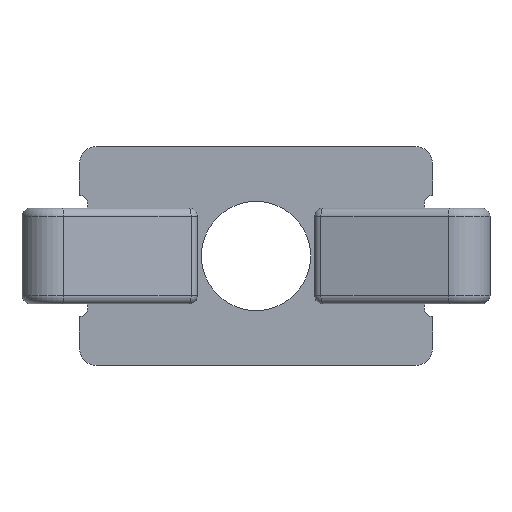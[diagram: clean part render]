
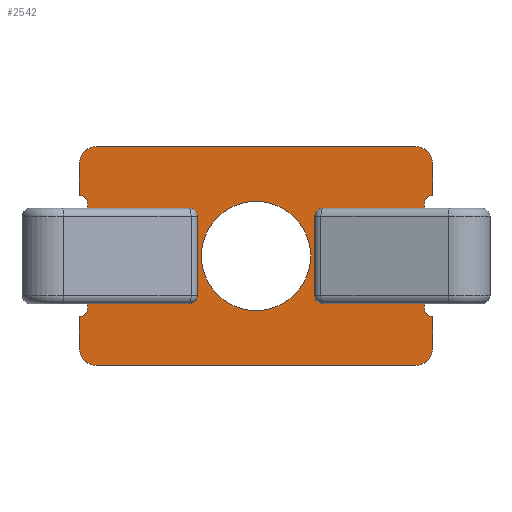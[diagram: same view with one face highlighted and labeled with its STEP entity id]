
A CAD part, front view. The second image highlights one B-rep face of the part: STEP entity #2542.
In plain terms, the highlighted planar face has unit normal (0, -1, 0).
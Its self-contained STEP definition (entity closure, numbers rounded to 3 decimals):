
#92=CARTESIAN_POINT('',(-21.0,0.0,2.9));
#93=VERTEX_POINT('',#92);
#100=CARTESIAN_POINT('',(-20.828,0.0,3.87));
#101=VERTEX_POINT('',#100);
#102=CARTESIAN_POINT('',(-21.0,0.0,3.4));
#103=DIRECTION('',(0.0,1.0,0.0));
#104=DIRECTION('',(-1.0,0.0,0.0));
#105=AXIS2_PLACEMENT_3D('',#102,#103,#104);
#106=CIRCLE('',#105,0.5);
#107=EDGE_CURVE('',#101,#93,#106,.T.);
#194=CARTESIAN_POINT('',(0.,0.0,10.1));
#195=VERTEX_POINT('',#194);
#202=CARTESIAN_POINT('',(-0.172,0.0,9.13));
#203=VERTEX_POINT('',#202);
#204=CARTESIAN_POINT('',(0.,0.0,9.6));
#205=DIRECTION('',(0.0,1.0,0.0));
#206=DIRECTION('',(-1.0,0.0,0.0));
#207=AXIS2_PLACEMENT_3D('',#204,#205,#206);
#208=CIRCLE('',#207,0.5);
#209=EDGE_CURVE('',#203,#195,#208,.T.);
#332=CARTESIAN_POINT('',(-0.172,0.0,3.87));
#333=VERTEX_POINT('',#332);
#347=CARTESIAN_POINT('',(0.,0.0,2.9));
#348=VERTEX_POINT('',#347);
#349=CARTESIAN_POINT('',(0.,0.0,3.4));
#350=DIRECTION('',(0.0,1.0,0.0));
#351=DIRECTION('',(-1.0,0.0,0.0));
#352=AXIS2_PLACEMENT_3D('',#349,#350,#351);
#353=CIRCLE('',#352,0.5);
#354=EDGE_CURVE('',#348,#333,#353,.T.);
#434=CARTESIAN_POINT('',(-20.828,0.0,9.13));
#435=VERTEX_POINT('',#434);
#449=CARTESIAN_POINT('',(-21.0,0.0,10.1));
#450=VERTEX_POINT('',#449);
#451=CARTESIAN_POINT('',(-21.0,0.0,9.6));
#452=DIRECTION('',(0.0,1.0,0.0));
#453=DIRECTION('',(-1.0,0.0,0.0));
#454=AXIS2_PLACEMENT_3D('',#451,#452,#453);
#455=CIRCLE('',#454,0.5);
#456=EDGE_CURVE('',#450,#435,#455,.T.);
#599=CARTESIAN_POINT('',(-21.0,0.0,1.0));
#600=VERTEX_POINT('',#599);
#607=CARTESIAN_POINT('',(-21.0,0.0,1.0));
#608=DIRECTION('',(0.0,0.0,1.0));
#609=VECTOR('',#608,1.9);
#610=LINE('',#607,#609);
#611=EDGE_CURVE('',#600,#93,#610,.T.);
#739=CARTESIAN_POINT('',(0.,0.0,12.0));
#740=VERTEX_POINT('',#739);
#747=CARTESIAN_POINT('',(0.,0.0,12.0));
#748=DIRECTION('',(0.0,0.0,-1.0));
#749=VECTOR('',#748,1.9);
#750=LINE('',#747,#749);
#751=EDGE_CURVE('',#740,#195,#750,.T.);
#860=CARTESIAN_POINT('',(-0.172,0.0,3.87));
#861=DIRECTION('',(0.0,0.0,1.0));
#862=VECTOR('',#861,5.261);
#863=LINE('',#860,#862);
#864=EDGE_CURVE('',#333,#203,#863,.T.);
#877=CARTESIAN_POINT('',(0.,0.0,1.));
#878=VERTEX_POINT('',#877);
#879=CARTESIAN_POINT('',(0.,0.0,2.9));
#880=DIRECTION('',(0.0,0.0,-1.0));
#881=VECTOR('',#880,1.9);
#882=LINE('',#879,#881);
#883=EDGE_CURVE('',#348,#878,#882,.T.);
#1022=CARTESIAN_POINT('',(-20.828,0.0,9.13));
#1023=DIRECTION('',(0.0,0.0,-1.0));
#1024=VECTOR('',#1023,5.261);
#1025=LINE('',#1022,#1024);
#1026=EDGE_CURVE('',#435,#101,#1025,.T.);
#1039=CARTESIAN_POINT('',(-21.0,0.0,12.));
#1040=VERTEX_POINT('',#1039);
#1041=CARTESIAN_POINT('',(-21.0,0.0,10.1));
#1042=DIRECTION('',(0.0,0.0,1.0));
#1043=VECTOR('',#1042,1.9);
#1044=LINE('',#1041,#1043);
#1045=EDGE_CURVE('',#450,#1040,#1044,.T.);
#2439=CARTESIAN_POINT('',(-1.0,0.0,0.0));
#2440=VERTEX_POINT('',#2439);
#2441=CARTESIAN_POINT('',(-1.0,0.0,1.0));
#2442=DIRECTION('',(0.0,1.0,0.0));
#2443=DIRECTION('',(0.707,0.0,-0.707));
#2444=AXIS2_PLACEMENT_3D('',#2441,#2442,#2443);
#2445=CIRCLE('',#2444,1.0);
#2446=EDGE_CURVE('',#878,#2440,#2445,.T.);
#2463=CARTESIAN_POINT('',(-20.0,0.0,0.0));
#2464=VERTEX_POINT('',#2463);
#2465=CARTESIAN_POINT('',(-1.0,0.0,0.0));
#2466=DIRECTION('',(-1.0,0.0,0.0));
#2467=VECTOR('',#2466,19.0);
#2468=LINE('',#2465,#2467);
#2469=EDGE_CURVE('',#2440,#2464,#2468,.T.);
#2481=CARTESIAN_POINT('',(-10.5,0.0,6.5));
#2482=DIRECTION('',(0.0,-1.0,0.0));
#2483=DIRECTION('',(0.0,0.0,-1.0));
#2484=AXIS2_PLACEMENT_3D('',#2481,#2482,#2483);
#2485=PLANE('',#2484);
#2486=ORIENTED_EDGE('',*,*,#107,.T.);
#2487=ORIENTED_EDGE('',*,*,#611,.F.);
#2488=CARTESIAN_POINT('',(-20.0,0.0,1.0));
#2489=DIRECTION('',(0.0,1.0,0.0));
#2490=DIRECTION('',(-0.707,0.0,-0.707));
#2491=AXIS2_PLACEMENT_3D('',#2488,#2489,#2490);
#2492=CIRCLE('',#2491,1.0);
#2493=EDGE_CURVE('',#2464,#600,#2492,.T.);
#2494=ORIENTED_EDGE('',*,*,#2493,.F.);
#2495=ORIENTED_EDGE('',*,*,#2469,.F.);
#2496=ORIENTED_EDGE('',*,*,#2446,.F.);
#2497=ORIENTED_EDGE('',*,*,#883,.F.);
#2498=ORIENTED_EDGE('',*,*,#354,.T.);
#2499=ORIENTED_EDGE('',*,*,#864,.T.);
#2500=ORIENTED_EDGE('',*,*,#209,.T.);
#2501=ORIENTED_EDGE('',*,*,#751,.F.);
#2502=CARTESIAN_POINT('',(-1.,0.0,13.0));
#2503=VERTEX_POINT('',#2502);
#2504=CARTESIAN_POINT('',(-1.,0.0,12.0));
#2505=DIRECTION('',(0.0,1.0,0.0));
#2506=DIRECTION('',(0.707,0.0,0.707));
#2507=AXIS2_PLACEMENT_3D('',#2504,#2505,#2506);
#2508=CIRCLE('',#2507,1.0);
#2509=EDGE_CURVE('',#2503,#740,#2508,.T.);
#2510=ORIENTED_EDGE('',*,*,#2509,.F.);
#2511=CARTESIAN_POINT('',(-20.,0.0,13.));
#2512=VERTEX_POINT('',#2511);
#2513=CARTESIAN_POINT('',(-20.,0.0,13.));
#2514=DIRECTION('',(1.0,0.0,0.0));
#2515=VECTOR('',#2514,19.0);
#2516=LINE('',#2513,#2515);
#2517=EDGE_CURVE('',#2512,#2503,#2516,.T.);
#2518=ORIENTED_EDGE('',*,*,#2517,.F.);
#2519=CARTESIAN_POINT('',(-20.,0.0,12.));
#2520=DIRECTION('',(0.0,1.0,0.0));
#2521=DIRECTION('',(-0.707,0.0,0.707));
#2522=AXIS2_PLACEMENT_3D('',#2519,#2520,#2521);
#2523=CIRCLE('',#2522,1.0);
#2524=EDGE_CURVE('',#1040,#2512,#2523,.T.);
#2525=ORIENTED_EDGE('',*,*,#2524,.F.);
#2526=ORIENTED_EDGE('',*,*,#1045,.F.);
#2527=ORIENTED_EDGE('',*,*,#456,.T.);
#2528=ORIENTED_EDGE('',*,*,#1026,.T.);
#2529=EDGE_LOOP('',(#2486,#2487,#2494,#2495,#2496,#2497,#2498,#2499,#2500,#2501,#2510,#2518,#2525,#2526,#2527,#2528));
#2530=FACE_OUTER_BOUND('',#2529,.T.);
#2531=CARTESIAN_POINT('',(-7.25,0.0,6.5));
#2532=VERTEX_POINT('',#2531);
#2533=CARTESIAN_POINT('',(-10.5,0.0,6.5));
#2534=DIRECTION('',(0.0,1.0,0.0));
#2535=DIRECTION('',(-1.0,0.0,0.0));
#2536=AXIS2_PLACEMENT_3D('',#2533,#2534,#2535);
#2537=CIRCLE('',#2536,3.25);
#2538=EDGE_CURVE('',#2532,#2532,#2537,.T.);
#2539=ORIENTED_EDGE('',*,*,#2538,.T.);
#2540=EDGE_LOOP('',(#2539));
#2541=FACE_BOUND('',#2540,.T.);
#2542=ADVANCED_FACE('',(#2530,#2541),#2485,.T.);
